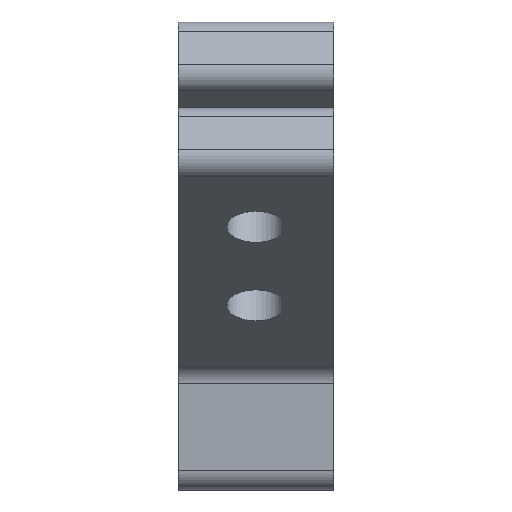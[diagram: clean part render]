
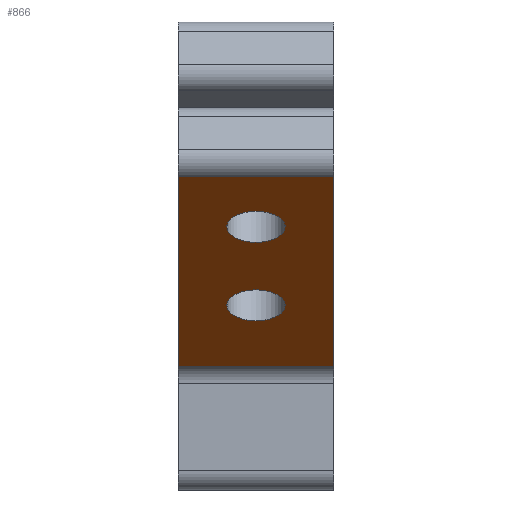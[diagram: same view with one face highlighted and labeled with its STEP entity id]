
A CAD part, front view. The second image highlights one B-rep face of the part: STEP entity #866.
In plain terms, the highlighted planar face has unit normal (0, -0.53, -0.848).
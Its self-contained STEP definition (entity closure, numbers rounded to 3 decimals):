
#19=FACE_BOUND('',#102,.T.);
#20=FACE_BOUND('',#103,.T.);
#29=PLANE('',#930);
#53=FACE_OUTER_BOUND('',#101,.T.);
#101=EDGE_LOOP('',(#602,#603,#604,#605));
#102=EDGE_LOOP('',(#606));
#103=EDGE_LOOP('',(#607));
#152=CIRCLE('',#931,1.5);
#153=CIRCLE('',#932,1.5);
#209=LINE('',#1329,#295);
#210=LINE('',#1331,#296);
#211=LINE('',#1333,#297);
#212=LINE('',#1334,#298);
#295=VECTOR('',#1050,1000.);
#296=VECTOR('',#1051,1000.);
#297=VECTOR('',#1052,1000.);
#298=VECTOR('',#1053,1000.);
#384=VERTEX_POINT('',#1327);
#385=VERTEX_POINT('',#1328);
#386=VERTEX_POINT('',#1330);
#387=VERTEX_POINT('',#1332);
#388=VERTEX_POINT('',#1335);
#389=VERTEX_POINT('',#1337);
#471=EDGE_CURVE('',#384,#385,#209,.T.);
#472=EDGE_CURVE('',#386,#384,#210,.T.);
#473=EDGE_CURVE('',#387,#386,#211,.T.);
#474=EDGE_CURVE('',#385,#387,#212,.T.);
#475=EDGE_CURVE('',#388,#388,#152,.T.);
#476=EDGE_CURVE('',#389,#389,#153,.T.);
#602=ORIENTED_EDGE('',*,*,#471,.F.);
#603=ORIENTED_EDGE('',*,*,#472,.F.);
#604=ORIENTED_EDGE('',*,*,#473,.F.);
#605=ORIENTED_EDGE('',*,*,#474,.F.);
#606=ORIENTED_EDGE('',*,*,#475,.T.);
#607=ORIENTED_EDGE('',*,*,#476,.T.);
#866=ADVANCED_FACE('',(#53,#19,#20),#29,.T.);
#930=AXIS2_PLACEMENT_3D('',#1326,#1048,#1049);
#931=AXIS2_PLACEMENT_3D('',#1336,#1054,#1055);
#932=AXIS2_PLACEMENT_3D('',#1338,#1056,#1057);
#1048=DIRECTION('center_axis',(0.,-0.53,
-0.848));
#1049=DIRECTION('ref_axis',(0.,0.848,-0.53));
#1050=DIRECTION('',(1.,0.,0.));
#1051=DIRECTION('',(0.,-0.848,0.53));
#1052=DIRECTION('',(-1.,0.,0.));
#1053=DIRECTION('',(0.,0.848,-0.53));
#1054=DIRECTION('center_axis',(0.,0.53,0.848));
#1055=DIRECTION('ref_axis',(0.,0.848,-0.53));
#1056=DIRECTION('center_axis',(0.,0.53,0.848));
#1057=DIRECTION('ref_axis',(0.,0.848,-0.53));
#1326=CARTESIAN_POINT('Origin',(4.545,260.309,49.511));
#1327=CARTESIAN_POINT('',(0.545,252.487,54.399));
#1328=CARTESIAN_POINT('',(8.545,252.487,54.399));
#1329=CARTESIAN_POINT('',(4.545,252.487,54.399));
#1330=CARTESIAN_POINT('',(0.545,268.13,44.624));
#1331=CARTESIAN_POINT('',(0.545,268.78,44.218));
#1332=CARTESIAN_POINT('',(8.545,268.13,44.624));
#1333=CARTESIAN_POINT('',(4.545,268.13,44.624));
#1334=CARTESIAN_POINT('',(8.545,268.78,44.218));
#1335=CARTESIAN_POINT('',(6.045,256.61,51.823));
#1336=CARTESIAN_POINT('Origin',(4.545,256.61,51.823));
#1337=CARTESIAN_POINT('',(6.045,263.069,47.786));
#1338=CARTESIAN_POINT('Origin',(4.545,263.069,47.786));
